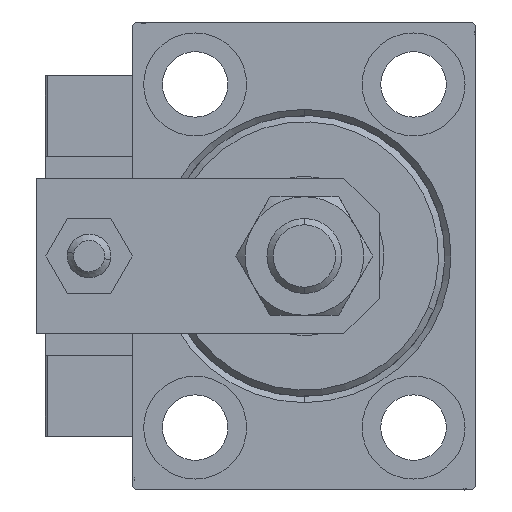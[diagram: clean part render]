
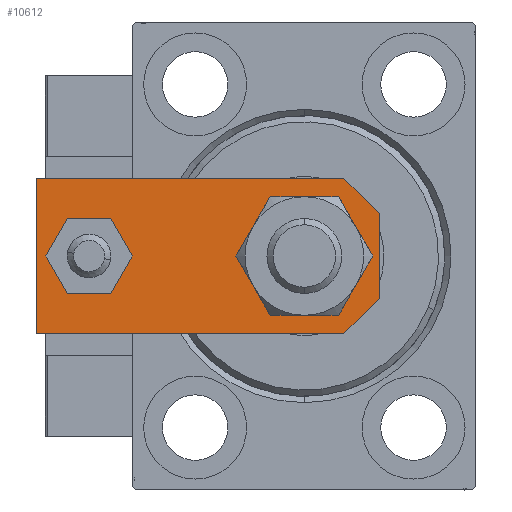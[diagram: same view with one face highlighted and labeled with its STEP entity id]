
A CAD part, left-side view. The second image highlights one B-rep face of the part: STEP entity #10612.
In plain terms, the highlighted face is planar.
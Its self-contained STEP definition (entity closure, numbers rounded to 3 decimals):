
#794 = EDGE_LOOP ( 'NONE', ( #40285, #45585, #3644, #6584, #20608, #50870 ) ) ;
#1224 = VERTEX_POINT ( 'NONE', #2794 ) ;
#1388 = VECTOR ( 'NONE', #22093, 1000. ) ;
#1955 = AXIS2_PLACEMENT_3D ( 'NONE', #11155, #27351, #39842 ) ;
#2244 = CARTESIAN_POINT ( 'NONE',  ( 12.5, 0., 6. ) ) ;
#2504 = AXIS2_PLACEMENT_3D ( 'NONE', #15057, #40309, #27538 ) ;
#2794 = CARTESIAN_POINT ( 'NONE',  ( 4., 46.5, 6. ) ) ;
#2933 = CARTESIAN_POINT ( 'NONE',  ( -6.84, 0., 6. ) ) ;
#3066 = DIRECTION ( 'NONE',  ( 1., 0., 0. ) ) ;
#3159 = VECTOR ( 'NONE', #16048, 1000. ) ;
#3282 = DIRECTION ( 'NONE',  ( 0., 1., 0. ) ) ;
#3644 = ORIENTED_EDGE ( 'NONE', *, *, #19773, .T. ) ;
#3693 = DIRECTION ( 'NONE',  ( 0.707, -0.707, 0. ) ) ;
#3718 = FACE_BOUND ( 'NONE', #18756, .T. ) ;
#4074 = CIRCLE ( 'NONE', #38831, 4. ) ;
#5151 = VERTEX_POINT ( 'NONE', #32771 ) ;
#6491 = LINE ( 'NONE', #2244, #43071 ) ;
#6584 = ORIENTED_EDGE ( 'NONE', *, *, #48140, .T. ) ;
#7209 = CARTESIAN_POINT ( 'NONE',  ( -8.25, 12., 6. ) ) ;
#7851 = VERTEX_POINT ( 'NONE', #48167 ) ;
#8686 = DIRECTION ( 'NONE',  ( 1., 0., 0. ) ) ;
#9629 = DIRECTION ( 'NONE',  ( 0.707, 0.707, 0. ) ) ;
#9941 = VECTOR ( 'NONE', #8686, 1000. ) ;
#10612 = ADVANCED_FACE ( 'NONE', ( #3718, #31354, #47806 ), #19662, .T. ) ;
#10999 = CARTESIAN_POINT ( 'NONE',  ( 6.84, 0., 6. ) ) ;
#11155 = CARTESIAN_POINT ( 'NONE',  ( 0., 0., 6. ) ) ;
#12662 = CARTESIAN_POINT ( 'NONE',  ( -12.5, 0., 6. ) ) ;
#13511 = CIRCLE ( 'NONE', #2504, 8.25 ) ;
#13821 = VERTEX_POINT ( 'NONE', #10999 ) ;
#13939 = CARTESIAN_POINT ( 'NONE',  ( 0., 46.5, 6. ) ) ;
#14118 = CARTESIAN_POINT ( 'NONE',  ( 12.5, 55., 6. ) ) ;
#14193 = DIRECTION ( 'NONE',  ( 1., 0., 0. ) ) ;
#15057 = CARTESIAN_POINT ( 'NONE',  ( 0., 12., 6. ) ) ;
#16048 = DIRECTION ( 'NONE',  ( 0., -1., 0. ) ) ;
#16887 = DIRECTION ( 'NONE',  ( 0., 0., 1. ) ) ;
#17152 = DIRECTION ( 'NONE',  ( 1., 0., 0. ) ) ;
#17985 = ORIENTED_EDGE ( 'NONE', *, *, #27755, .F. ) ;
#18194 = EDGE_CURVE ( 'NONE', #5151, #7851, #29557, .T. ) ;
#18317 = CARTESIAN_POINT ( 'NONE',  ( -4., 46.5, 6. ) ) ;
#18756 = EDGE_LOOP ( 'NONE', ( #44568, #19695 ) ) ;
#19362 = CARTESIAN_POINT ( 'NONE',  ( -3.42, -3.42, 6. ) ) ;
#19662 = PLANE ( 'NONE',  #1955 ) ;
#19695 = ORIENTED_EDGE ( 'NONE', *, *, #23948, .F. ) ;
#19773 = EDGE_CURVE ( 'NONE', #38757, #13821, #29392, .T. ) ;
#20608 = ORIENTED_EDGE ( 'NONE', *, *, #24717, .T. ) ;
#21044 = VECTOR ( 'NONE', #9629, 1000. ) ;
#22093 = DIRECTION ( 'NONE',  ( -1., 0., 0. ) ) ;
#23733 = EDGE_CURVE ( 'NONE', #27259, #44047, #39654, .T. ) ;
#23948 = EDGE_CURVE ( 'NONE', #1224, #24231, #29480, .T. ) ;
#24231 = VERTEX_POINT ( 'NONE', #18317 ) ;
#24511 = VERTEX_POINT ( 'NONE', #40821 ) ;
#24640 = EDGE_CURVE ( 'NONE', #24231, #1224, #4074, .T. ) ;
#24717 = EDGE_CURVE ( 'NONE', #24511, #5151, #6491, .T. ) ;
#27259 = VERTEX_POINT ( 'NONE', #49095 ) ;
#27351 = DIRECTION ( 'NONE',  ( 0., 0., 1. ) ) ;
#27538 = DIRECTION ( 'NONE',  ( 1., 0., 0. ) ) ;
#27755 = EDGE_CURVE ( 'NONE', #44047, #27259, #13511, .T. ) ;
#27999 = CARTESIAN_POINT ( 'NONE',  ( -12.5, 55., 6. ) ) ;
#29392 = LINE ( 'NONE', #12662, #9941 ) ;
#29480 = CIRCLE ( 'NONE', #42216, 4. ) ;
#29557 = LINE ( 'NONE', #14118, #1388 ) ;
#31354 = FACE_OUTER_BOUND ( 'NONE', #794, .T. ) ;
#31724 = LINE ( 'NONE', #27999, #3159 ) ;
#31856 = LINE ( 'NONE', #19362, #42908 ) ;
#32771 = CARTESIAN_POINT ( 'NONE',  ( 12.5, 55., 6. ) ) ;
#33299 = VERTEX_POINT ( 'NONE', #33586 ) ;
#33586 = CARTESIAN_POINT ( 'NONE',  ( -12.5, 5.66, 6. ) ) ;
#35739 = DIRECTION ( 'NONE',  ( 0., 0., 1. ) ) ;
#37850 = CARTESIAN_POINT ( 'NONE',  ( 0., 46.5, 6. ) ) ;
#38757 = VERTEX_POINT ( 'NONE', #2933 ) ;
#38831 = AXIS2_PLACEMENT_3D ( 'NONE', #13939, #50586, #14193 ) ;
#39654 = CIRCLE ( 'NONE', #41363, 8.25 ) ;
#39842 = DIRECTION ( 'NONE',  ( 1., 0., 0. ) ) ;
#40285 = ORIENTED_EDGE ( 'NONE', *, *, #43555, .T. ) ;
#40309 = DIRECTION ( 'NONE',  ( 0., 0., 1. ) ) ;
#40821 = CARTESIAN_POINT ( 'NONE',  ( 12.5, 5.66, 6. ) ) ;
#40930 = EDGE_CURVE ( 'NONE', #33299, #38757, #31856, .T. ) ;
#41363 = AXIS2_PLACEMENT_3D ( 'NONE', #43448, #35739, #3066 ) ;
#42216 = AXIS2_PLACEMENT_3D ( 'NONE', #37850, #16887, #17152 ) ;
#42555 = LINE ( 'NONE', #46271, #21044 ) ;
#42908 = VECTOR ( 'NONE', #3693, 1000. ) ;
#43071 = VECTOR ( 'NONE', #3282, 1000. ) ;
#43448 = CARTESIAN_POINT ( 'NONE',  ( 0., 12., 6. ) ) ;
#43555 = EDGE_CURVE ( 'NONE', #7851, #33299, #31724, .T. ) ;
#44047 = VERTEX_POINT ( 'NONE', #7209 ) ;
#44568 = ORIENTED_EDGE ( 'NONE', *, *, #24640, .F. ) ;
#45585 = ORIENTED_EDGE ( 'NONE', *, *, #40930, .T. ) ;
#46271 = CARTESIAN_POINT ( 'NONE',  ( 3.42, -3.42, 6. ) ) ;
#47806 = FACE_BOUND ( 'NONE', #51675, .T. ) ;
#48140 = EDGE_CURVE ( 'NONE', #13821, #24511, #42555, .T. ) ;
#48167 = CARTESIAN_POINT ( 'NONE',  ( -12.5, 55., 6. ) ) ;
#49095 = CARTESIAN_POINT ( 'NONE',  ( 8.25, 12., 6. ) ) ;
#50586 = DIRECTION ( 'NONE',  ( 0., 0., 1. ) ) ;
#50870 = ORIENTED_EDGE ( 'NONE', *, *, #18194, .T. ) ;
#51675 = EDGE_LOOP ( 'NONE', ( #17985, #52293 ) ) ;
#52293 = ORIENTED_EDGE ( 'NONE', *, *, #23733, .F. ) ;
